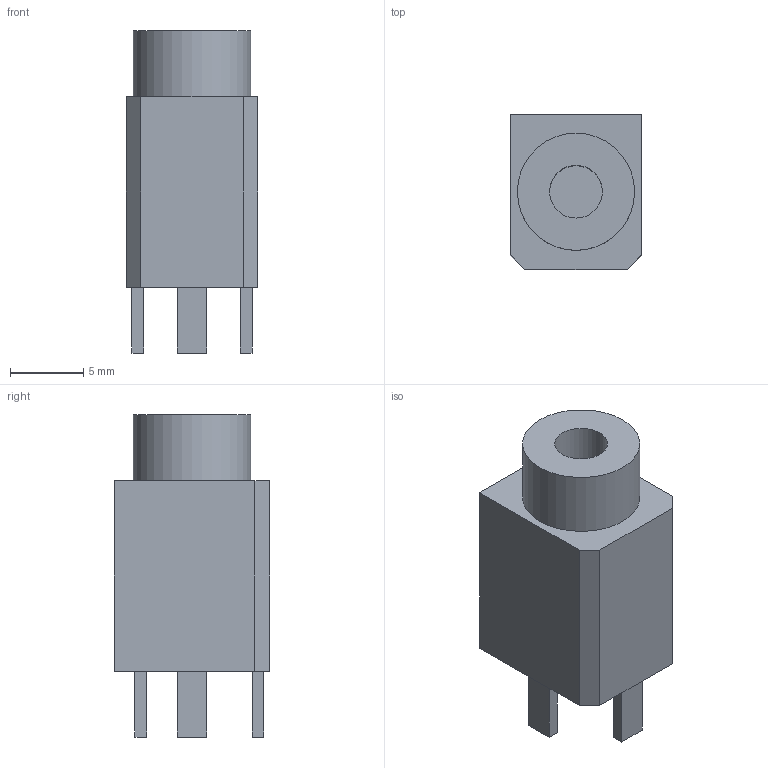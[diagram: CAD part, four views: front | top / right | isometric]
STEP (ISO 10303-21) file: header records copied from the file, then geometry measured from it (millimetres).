
FILE_DESCRIPTION(/* description */ (''),/* implementation_level */ '2;1');
FILE_NAME(/* name */ 'jack v1.step',/* time_stamp */ '2023-08-28T17:03:14+02:00',/* author */ (''),/* organization */ (''),/* preprocessor_version */ 'ST-DEVELOPER v19.2',/* originating_system */ 'Autodesk Translation Framework v12.6.0.85',/* authorisation */ '');
FILE_SCHEMA (('AUTOMOTIVE_DESIGN { 1 0 10303 214 3 1 1 }'));
Length unit declared in the file: millimetre
Products named in the file (1): jack
Bounding box: 9 x 10.6 x 22 mm (x, y, z)
Volume: 1339.7 mm3; surface area: 1055.4 mm2
Topology: 1 solids, 1 shells, 32 faces, 72 edges, 48 vertices
Faces by surface type: plane 30, cylinder 2
Full cylindrical faces by diameter (mm): 3.6 x1, 8 x1
Entity records: 939 total; most frequent: CARTESIAN_POINT 153, ORIENTED_EDGE 144, DIRECTION 142, EDGE_CURVE 72, LINE 68, VECTOR 68, VERTEX_POINT 48, EDGE_LOOP 38
